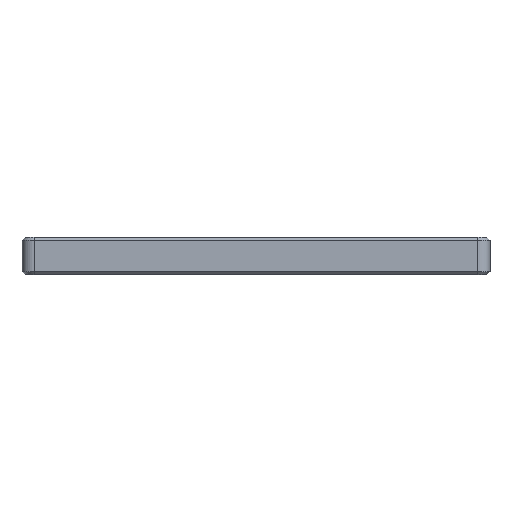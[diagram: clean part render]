
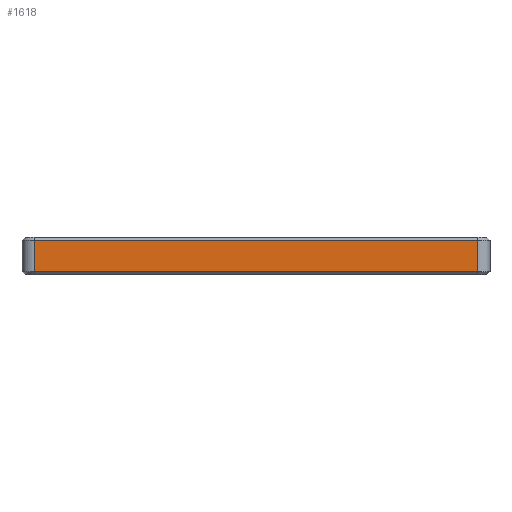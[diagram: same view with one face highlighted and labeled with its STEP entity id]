
A CAD part, left-side view. The second image highlights one B-rep face of the part: STEP entity #1618.
In plain terms, the highlighted planar face has unit normal (-1, 0, 0).
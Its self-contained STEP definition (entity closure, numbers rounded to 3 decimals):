
#169=PLANE('',#1790);
#276=LINE('',#2864,#414);
#277=LINE('',#2866,#415);
#278=LINE('',#2868,#416);
#279=LINE('',#2869,#417);
#414=VECTOR('',#2161,1000.);
#415=VECTOR('',#2162,1000.);
#416=VECTOR('',#2163,1000.);
#417=VECTOR('',#2164,1000.);
#540=FACE_OUTER_BOUND('',#664,.T.);
#664=EDGE_LOOP('',(#1364,#1365,#1366,#1367));
#843=VERTEX_POINT('',#2862);
#844=VERTEX_POINT('',#2863);
#845=VERTEX_POINT('',#2865);
#846=VERTEX_POINT('',#2867);
#1027=EDGE_CURVE('',#843,#844,#276,.T.);
#1028=EDGE_CURVE('',#844,#845,#277,.T.);
#1029=EDGE_CURVE('',#846,#845,#278,.T.);
#1030=EDGE_CURVE('',#846,#843,#279,.T.);
#1364=ORIENTED_EDGE('',*,*,#1027,.T.);
#1365=ORIENTED_EDGE('',*,*,#1028,.T.);
#1366=ORIENTED_EDGE('',*,*,#1029,.F.);
#1367=ORIENTED_EDGE('',*,*,#1030,.T.);
#1618=ADVANCED_FACE('',(#540),#169,.F.);
#1790=AXIS2_PLACEMENT_3D('',#2861,#2159,#2160);
#2159=DIRECTION('center_axis',(1.,0.,0.));
#2160=DIRECTION('ref_axis',(0.,1.,0.));
#2161=DIRECTION('',(0.,0.,-1.));
#2162=DIRECTION('',(0.,-1.,0.));
#2163=DIRECTION('',(0.,0.,-1.));
#2164=DIRECTION('',(0.,1.,0.));
#2861=CARTESIAN_POINT('Origin',(-18.503,-35.503,6.097));
#2862=CARTESIAN_POINT('',(-18.503,35.503,5.597));
#2863=CARTESIAN_POINT('',(-18.503,35.503,0.597));
#2864=CARTESIAN_POINT('',(-18.503,35.503,6.097));
#2865=CARTESIAN_POINT('',(-18.503,-35.503,0.597));
#2866=CARTESIAN_POINT('',(-18.503,-35.503,0.597));
#2867=CARTESIAN_POINT('',(-18.503,-35.503,5.597));
#2868=CARTESIAN_POINT('',(-18.503,-35.503,6.097));
#2869=CARTESIAN_POINT('',(-18.503,-35.503,5.597));
